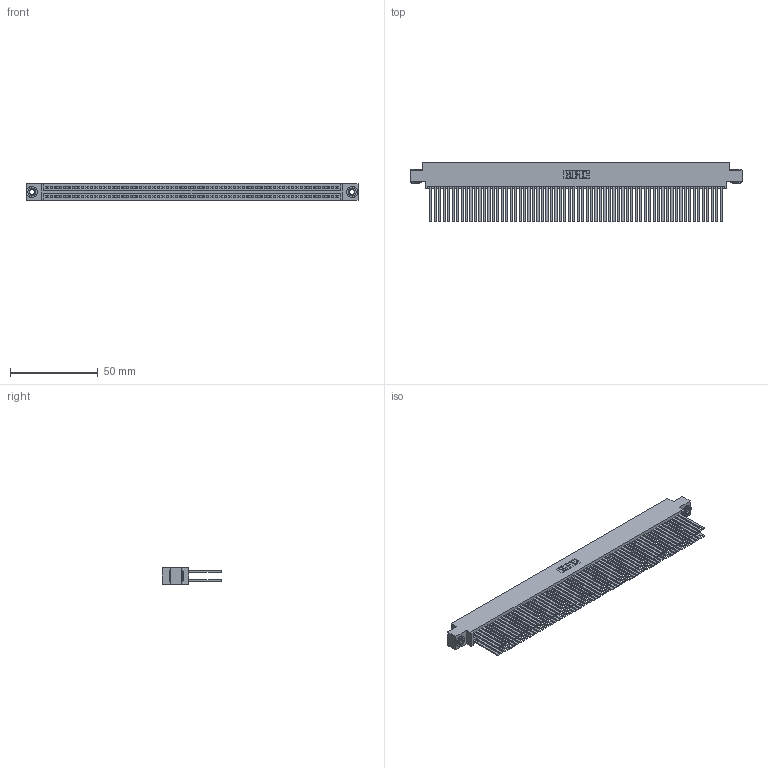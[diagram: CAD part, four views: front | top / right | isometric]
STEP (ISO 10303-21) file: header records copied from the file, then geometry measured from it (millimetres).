
FILE_DESCRIPTION (( 'STEP AP203' ), '1' );
FILE_NAME ('345-132-544-803.STEP', '2019-11-07T21:57:53', ( '' ), ( '' ), 'SwSTEP 2.0', 'SolidWorks 2016', '' );
FILE_SCHEMA (( 'CONFIG_CONTROL_DESIGN' ));
Length unit declared in the file: inch
Products named in the file (4): 345-250-002_345-250-002-102; 345-292-001_345-293-144; 345-132-544-803; 345 Part_0.170 Offset - 0.156 Dia-TH
Assembly tree (135 placements, depth 2):
  345-132-544-803
    345 Part_0.170 Offset - 0.156 Dia-TH
    345-292-001_345-293-144  x132
    345-250-002_345-250-002-102  x2
Bounding box: 188.85 x 33.96 x 9.4 mm (x, y, z)
Volume: 20324.2 mm3; surface area: 36279.1 mm2
Topology: 135 solids, 135 shells, 5976 faces, 17721 edges, 11634 vertices
Faces by surface type: plane 3922, cylinder 2046, cone 8
Entity records: 49152 total; most frequent: CARTESIAN_POINT 8191, ORIENTED_EDGE 8118, DIRECTION 7221, EDGE_CURVE 4059, VECTOR 3643, LINE 3643, VERTEX_POINT 2702, AXIS2_PLACEMENT_3D 1789
